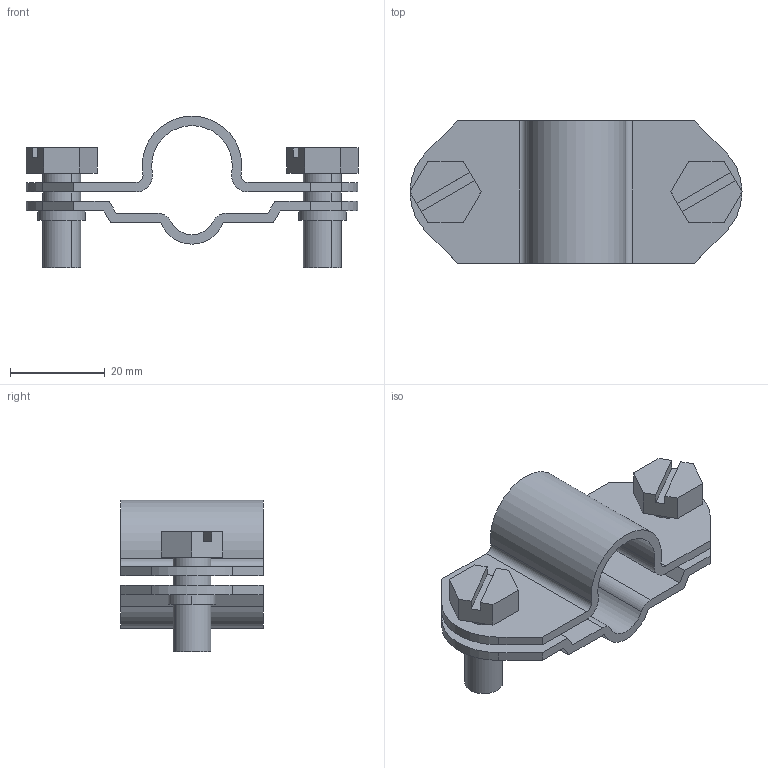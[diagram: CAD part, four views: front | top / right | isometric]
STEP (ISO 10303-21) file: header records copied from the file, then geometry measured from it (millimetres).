
FILE_DESCRIPTION (( 'STEP AP214' ), '1' );
FILE_NAME ('5336007.stp', '2023-04-11T13:42:48', ( '' ), ( '' ), 'SwSTEP 2.0', 'SolidWorks 2022', '' );
FILE_SCHEMA (( 'AUTOMOTIVE_DESIGN' ));
Length unit declared in the file: millimetre
Products named in the file (1): 5336007
Bounding box: 70.01 x 30 x 32 mm (x, y, z)
Volume: 12275.4 mm3; surface area: 11983.9 mm2
Topology: 4 solids, 4 shells, 98 faces, 246 edges, 160 vertices
Faces by surface type: plane 56, cylinder 34, cone 8
Entity records: 3421 total; most frequent: DIRECTION 516, CARTESIAN_POINT 505, ORIENTED_EDGE 492, EDGE_CURVE 246, LINE 174, VECTOR 174, AXIS2_PLACEMENT_3D 171, VERTEX_POINT 160
